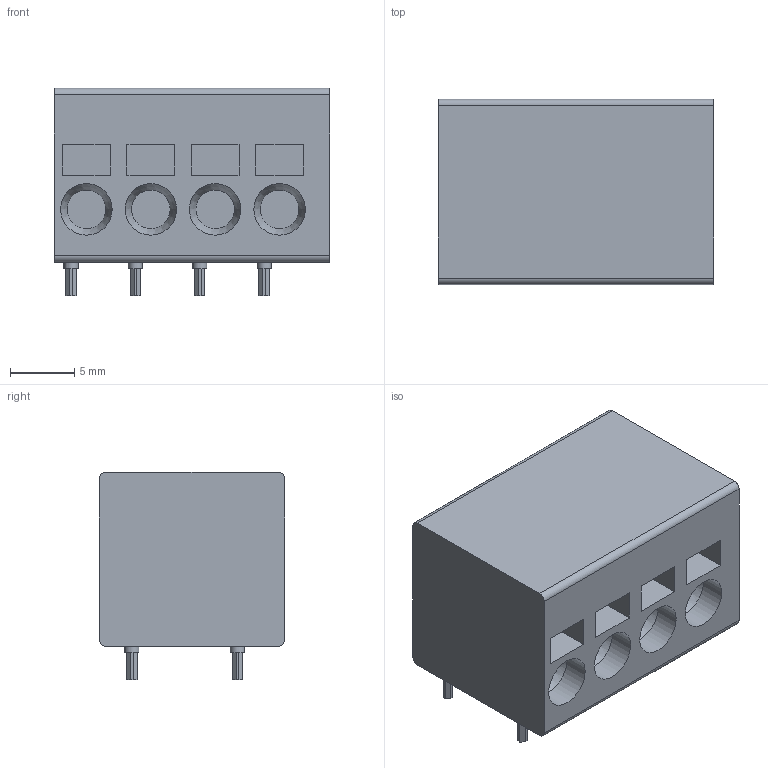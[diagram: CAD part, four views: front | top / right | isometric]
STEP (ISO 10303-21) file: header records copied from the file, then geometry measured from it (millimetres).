
FILE_DESCRIPTION(/* description */ ('model of PhoenixContact_SPT_2.5_4-H-5.0_1x04_P5.0mm_Horizontal'),/* implementation_level */ '2;1');
FILE_NAME(/* name */ 'PhoenixContact_SPT_2.5_4-H-5.0_1x04_P5.0mm_Horizontal.step',/* time_stamp */ '2023-01-30T13:56:40',/* author */ ('KiCAD','kicad'),/* organization */ ('OCCT'),/* preprocessor_version */ '',/* originating_system */ 'KiCAD',/* authorisation */ '');
FILE_SCHEMA(('AUTOMOTIVE_DESIGN { 1 0 10303 214 1 1 1 1 }'));
Length unit declared in the file: millimetre
Products named in the file (7): CQ assembly; 8990bf8a-a09d-11ed-8f45-a0cec80452fd; 8990bf8a-a09d-11ed-8f45-a0cec80452fd_part; 8990c408-a09d-11ed-8f45-a0cec80452fd; 8990c408-a09d-11ed-8f45-a0cec80452fd_part; 8990c6d8-a09d-11ed-8f45-a0cec80452fd; 8990c6d8-a09d-11ed-8f45-a0cec80452fd_part
Assembly tree (6 placements, depth 4):
  CQ assembly
    8990bf8a-a09d-11ed-8f45-a0cec80452fd
      8990bf8a-a09d-11ed-8f45-a0cec80452fd_part
      8990c408-a09d-11ed-8f45-a0cec80452fd
        8990c408-a09d-11ed-8f45-a0cec80452fd_part
      8990c6d8-a09d-11ed-8f45-a0cec80452fd
        8990c6d8-a09d-11ed-8f45-a0cec80452fd_part
Bounding box: 21.4 x 14.4 x 16.1 mm (x, y, z)
Volume: 3899 mm3; surface area: 1935.9 mm2
Topology: 9 solids, 9 shells, 138 faces, 308 edges, 204 vertices
Faces by surface type: plane 118, cylinder 16, cone 4
Full cylindrical faces by diameter (mm): 1.1 x8, 4 x4
Entity records: 3945 total; most frequent: CARTESIAN_POINT 657, DIRECTION 634, ORIENTED_EDGE 616, EDGE_CURVE 308, LINE 272, VECTOR 272, VERTEX_POINT 204, AXIS2_PLACEMENT_3D 181
